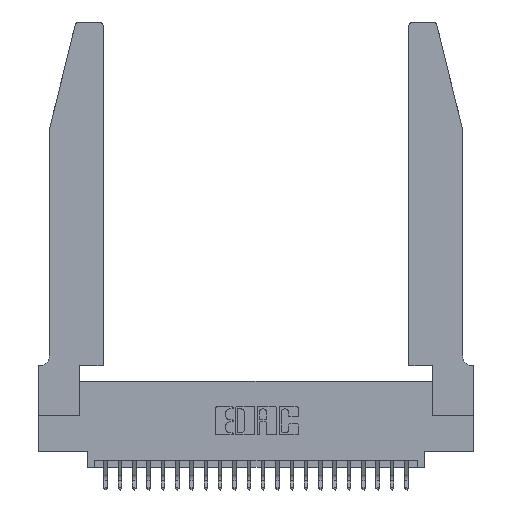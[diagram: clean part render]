
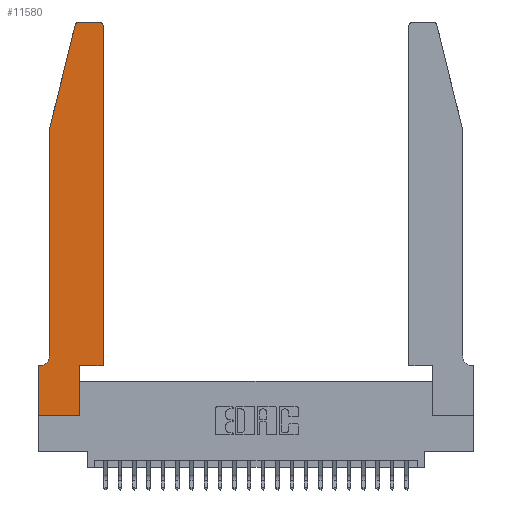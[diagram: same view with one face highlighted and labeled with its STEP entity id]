
A CAD part, top view. The second image highlights one B-rep face of the part: STEP entity #11580.
In plain terms, the highlighted planar face has unit normal (0, 0, 1).
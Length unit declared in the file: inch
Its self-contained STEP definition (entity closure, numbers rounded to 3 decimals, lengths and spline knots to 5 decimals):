
#23 = VERTEX_POINT ( 'NONE', #1353 ) ;
#51 = ORIENTED_EDGE ( 'NONE', *, *, #13809, .T. ) ;
#400 = EDGE_CURVE ( 'NONE', #11851, #15533, #16312, .T. ) ;
#743 = LINE ( 'NONE', #9495, #3768 ) ;
#1000 = CARTESIAN_POINT ( 'NONE',  ( 0.284, 2.72, 0.37 ) ) ;
#1353 = CARTESIAN_POINT ( 'NONE',  ( 0.2865, 0.35, 0.37 ) ) ;
#1630 = ORIENTED_EDGE ( 'NONE', *, *, #16856, .T. ) ;
#2671 = DIRECTION ( 'NONE',  ( 0., 0., -1. ) ) ;
#3319 = VERTEX_POINT ( 'NONE', #18386 ) ;
#3768 = VECTOR ( 'NONE', #23144, 39.37008 ) ;
#3935 = LINE ( 'NONE', #9423, #23371 ) ;
#4688 = CARTESIAN_POINT ( 'NONE',  ( 0.0055, 0.42, 0.37 ) ) ;
#4750 = CARTESIAN_POINT ( 'NONE',  ( 0.284, 2.75, 0.37 ) ) ;
#4771 = LINE ( 'NONE', #16707, #9577 ) ;
#5015 = LINE ( 'NONE', #9669, #6227 ) ;
#5031 = LINE ( 'NONE', #7594, #18033 ) ;
#5116 = EDGE_CURVE ( 'NONE', #8023, #24693, #8103, .T. ) ;
#6115 = VECTOR ( 'NONE', #21386, 39.37008 ) ;
#6227 = VECTOR ( 'NONE', #11282, 39.37008 ) ;
#6322 = VERTEX_POINT ( 'NONE', #18447 ) ;
#6804 = DIRECTION ( 'NONE',  ( -1., 0., 0. ) ) ;
#7527 = EDGE_CURVE ( 'NONE', #17191, #7630, #9237, .T. ) ;
#7594 = CARTESIAN_POINT ( 'NONE',  ( 0.2865, 0.35, 0.37 ) ) ;
#7630 = VERTEX_POINT ( 'NONE', #15954 ) ;
#7638 = CARTESIAN_POINT ( 'NONE',  ( 0.0755, 2., 0.37 ) ) ;
#8023 = VERTEX_POINT ( 'NONE', #15722 ) ;
#8103 = LINE ( 'NONE', #10243, #8698 ) ;
#8206 = LINE ( 'NONE', #7638, #6115 ) ;
#8253 = ORIENTED_EDGE ( 'NONE', *, *, #18154, .T. ) ;
#8698 = VECTOR ( 'NONE', #20286, 39.37008 ) ;
#9070 = ORIENTED_EDGE ( 'NONE', *, *, #24274, .T. ) ;
#9223 = VECTOR ( 'NONE', #20094, 39.37008 ) ;
#9237 = LINE ( 'NONE', #23558, #15637 ) ;
#9280 = ORIENTED_EDGE ( 'NONE', *, *, #20387, .T. ) ;
#9423 = CARTESIAN_POINT ( 'NONE',  ( 0.4505, 0.35, 0.37 ) ) ;
#9495 = CARTESIAN_POINT ( 'NONE',  ( 0.2605, 2.75, 0.37 ) ) ;
#9577 = VECTOR ( 'NONE', #6804, 39.37008 ) ;
#9669 = CARTESIAN_POINT ( 'NONE',  ( 0., 0., 0.37 ) ) ;
#9823 = LINE ( 'NONE', #10305, #9223 ) ;
#9987 = DIRECTION ( 'NONE',  ( 0., 0., 1. ) ) ;
#10025 = CARTESIAN_POINT ( 'NONE',  ( 0.4205, 2.72, 0.37 ) ) ;
#10110 = DIRECTION ( 'NONE',  ( 1., 0., 0. ) ) ;
#10233 = VERTEX_POINT ( 'NONE', #14656 ) ;
#10243 = CARTESIAN_POINT ( 'NONE',  ( 0.0755, 2., 0.37 ) ) ;
#10305 = CARTESIAN_POINT ( 'NONE',  ( 0.4505, 0.35, 0.37 ) ) ;
#10407 = DIRECTION ( 'NONE',  ( -1., 0., 0. ) ) ;
#10944 = EDGE_CURVE ( 'NONE', #23146, #11851, #3935, .T. ) ;
#11254 = ORIENTED_EDGE ( 'NONE', *, *, #10944, .T. ) ;
#11282 = DIRECTION ( 'NONE',  ( 1., 0., 0. ) ) ;
#11580 = ADVANCED_FACE ( 'NONE', ( #13230 ), #15458, .T. ) ;
#11850 = EDGE_CURVE ( 'NONE', #3319, #17191, #4771, .T. ) ;
#11851 = VERTEX_POINT ( 'NONE', #24279 ) ;
#11986 = DIRECTION ( 'NONE',  ( 1., 0., 0. ) ) ;
#12427 = DIRECTION ( 'NONE',  ( 1., 0., 0. ) ) ;
#13230 = FACE_OUTER_BOUND ( 'NONE', #20088, .T. ) ;
#13546 = ORIENTED_EDGE ( 'NONE', *, *, #20165, .T. ) ;
#13809 = EDGE_CURVE ( 'NONE', #15533, #23360, #743, .T. ) ;
#13906 = DIRECTION ( 'NONE',  ( 0., 0., 1. ) ) ;
#14420 = CARTESIAN_POINT ( 'NONE',  ( 0.0755, 2., 0.37 ) ) ;
#14656 = CARTESIAN_POINT ( 'NONE',  ( 0.2865, 0., 0.37 ) ) ;
#15458 = PLANE ( 'NONE',  #18986 ) ;
#15533 = VERTEX_POINT ( 'NONE', #18802 ) ;
#15637 = VECTOR ( 'NONE', #21965, 39.37008 ) ;
#15722 = CARTESIAN_POINT ( 'NONE',  ( 0.25487, 2.72718, 0.37 ) ) ;
#15774 = CARTESIAN_POINT ( 'NONE',  ( 0.4505, 0.35, 0.37 ) ) ;
#15954 = CARTESIAN_POINT ( 'NONE',  ( 0., 0., 0.37 ) ) ;
#16312 = CIRCLE ( 'NONE', #17818, 0.03 ) ;
#16437 = ORIENTED_EDGE ( 'NONE', *, *, #5116, .T. ) ;
#16707 = CARTESIAN_POINT ( 'NONE',  ( 0.0755, 0.35, 0.37 ) ) ;
#16856 = EDGE_CURVE ( 'NONE', #23, #23146, #9823, .T. ) ;
#17063 = ORIENTED_EDGE ( 'NONE', *, *, #400, .T. ) ;
#17191 = VERTEX_POINT ( 'NONE', #19327 ) ;
#17589 = AXIS2_PLACEMENT_3D ( 'NONE', #1000, #18435, #12427 ) ;
#17818 = AXIS2_PLACEMENT_3D ( 'NONE', #10025, #13906, #10110 ) ;
#18033 = VECTOR ( 'NONE', #24851, 39.37008 ) ;
#18154 = EDGE_CURVE ( 'NONE', #23360, #8023, #22244, .T. ) ;
#18386 = CARTESIAN_POINT ( 'NONE',  ( 0.0055, 0.35, 0.37 ) ) ;
#18435 = DIRECTION ( 'NONE',  ( 0., 0., 1. ) ) ;
#18447 = CARTESIAN_POINT ( 'NONE',  ( 0.0755, 0.42, 0.37 ) ) ;
#18472 = EDGE_CURVE ( 'NONE', #24693, #6322, #8206, .T. ) ;
#18802 = CARTESIAN_POINT ( 'NONE',  ( 0.4205, 2.75, 0.37 ) ) ;
#18986 = AXIS2_PLACEMENT_3D ( 'NONE', #23305, #9987, #11986 ) ;
#19327 = CARTESIAN_POINT ( 'NONE',  ( 0., 0.35, 0.37 ) ) ;
#20088 = EDGE_LOOP ( 'NONE', ( #51, #8253, #16437, #22204, #13546, #23191, #23987, #9070, #9280, #1630, #11254, #17063 ) ) ;
#20094 = DIRECTION ( 'NONE',  ( 1., 0., 0. ) ) ;
#20165 = EDGE_CURVE ( 'NONE', #6322, #3319, #21109, .T. ) ;
#20286 = DIRECTION ( 'NONE',  ( -0.239, -0.971, 0. ) ) ;
#20387 = EDGE_CURVE ( 'NONE', #10233, #23, #5031, .T. ) ;
#21109 = CIRCLE ( 'NONE', #22038, 0.07 ) ;
#21386 = DIRECTION ( 'NONE',  ( 0., -1., 0. ) ) ;
#21965 = DIRECTION ( 'NONE',  ( 0., -1., 0. ) ) ;
#22038 = AXIS2_PLACEMENT_3D ( 'NONE', #4688, #2671, #10407 ) ;
#22204 = ORIENTED_EDGE ( 'NONE', *, *, #18472, .T. ) ;
#22244 = CIRCLE ( 'NONE', #17589, 0.03 ) ;
#23144 = DIRECTION ( 'NONE',  ( -1., 0., 0. ) ) ;
#23146 = VERTEX_POINT ( 'NONE', #15774 ) ;
#23191 = ORIENTED_EDGE ( 'NONE', *, *, #11850, .T. ) ;
#23305 = CARTESIAN_POINT ( 'NONE',  ( 0., 0.35, 0.37 ) ) ;
#23322 = DIRECTION ( 'NONE',  ( 0., 1., 0. ) ) ;
#23360 = VERTEX_POINT ( 'NONE', #4750 ) ;
#23371 = VECTOR ( 'NONE', #23322, 39.37008 ) ;
#23558 = CARTESIAN_POINT ( 'NONE',  ( 0., 0., 0.37 ) ) ;
#23987 = ORIENTED_EDGE ( 'NONE', *, *, #7527, .T. ) ;
#24274 = EDGE_CURVE ( 'NONE', #7630, #10233, #5015, .T. ) ;
#24279 = CARTESIAN_POINT ( 'NONE',  ( 0.4505, 2.72, 0.37 ) ) ;
#24693 = VERTEX_POINT ( 'NONE', #14420 ) ;
#24851 = DIRECTION ( 'NONE',  ( 0., 1., 0. ) ) ;
